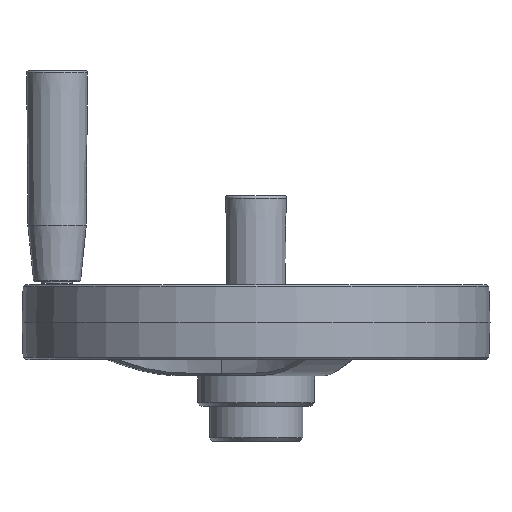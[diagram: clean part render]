
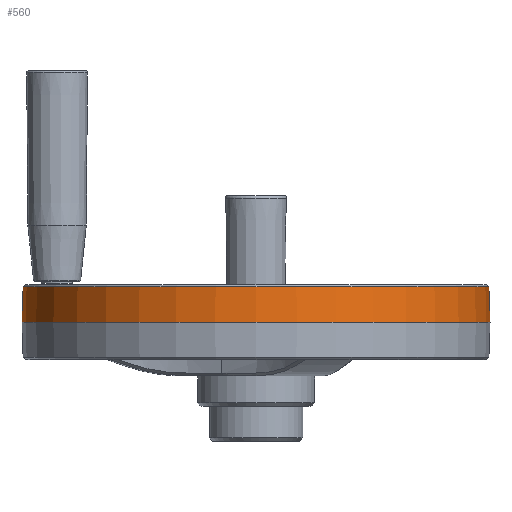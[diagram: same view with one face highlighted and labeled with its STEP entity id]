
A CAD part, front view. The second image highlights one B-rep face of the part: STEP entity #560.
In plain terms, the highlighted conical face has half-angle 1.79 degrees and reference radius 100 mm.
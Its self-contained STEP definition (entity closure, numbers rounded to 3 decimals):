
#560 = ADVANCED_FACE( '', ( #1069, #1070 ), #1071, .T. );
#1069 = FACE_BOUND( '', #2442, .T. );
#1070 = FACE_OUTER_BOUND( '', #2443, .T. );
#1071 = CONICAL_SURFACE( '', #2444, 100., 0.031 );
#2442 = EDGE_LOOP( '', ( #4405 ) );
#2443 = EDGE_LOOP( '', ( #4406 ) );
#2444 = AXIS2_PLACEMENT_3D( '', #4407, #4408, #4409 );
#4405 = ORIENTED_EDGE( '', *, *, #5249, .T. );
#4406 = ORIENTED_EDGE( '', *, *, #5345, .T. );
#4407 = CARTESIAN_POINT( '', ( 0., 0., 36. ) );
#4408 = DIRECTION( '', ( 0., 0., -1. ) );
#4409 = DIRECTION( '', ( -1., 0., 0. ) );
#5249 = EDGE_CURVE( '', #6081, #6081, #6082, .F. );
#5345 = EDGE_CURVE( '', #6224, #6224, #6225, .T. );
#6081 = VERTEX_POINT( '', #8290 );
#6082 = CIRCLE( '', #8291, 99.531 );
#6224 = VERTEX_POINT( '', #8673 );
#6225 = CIRCLE( '', #8674, 100. );
#8290 = CARTESIAN_POINT( '', ( 99.531, 0., 51. ) );
#8291 = AXIS2_PLACEMENT_3D( '', #9682, #9683, #9684 );
#8673 = CARTESIAN_POINT( '', ( 100., 0., 36. ) );
#8674 = AXIS2_PLACEMENT_3D( '', #9884, #9885, #9886 );
#9682 = CARTESIAN_POINT( '', ( 0., 0., 51. ) );
#9683 = DIRECTION( '', ( 0., 0., 1. ) );
#9684 = DIRECTION( '', ( 1., 0., 0. ) );
#9884 = CARTESIAN_POINT( '', ( 0., 0., 36. ) );
#9885 = DIRECTION( '', ( 0., 0., 1. ) );
#9886 = DIRECTION( '', ( 1., 0., 0. ) );
